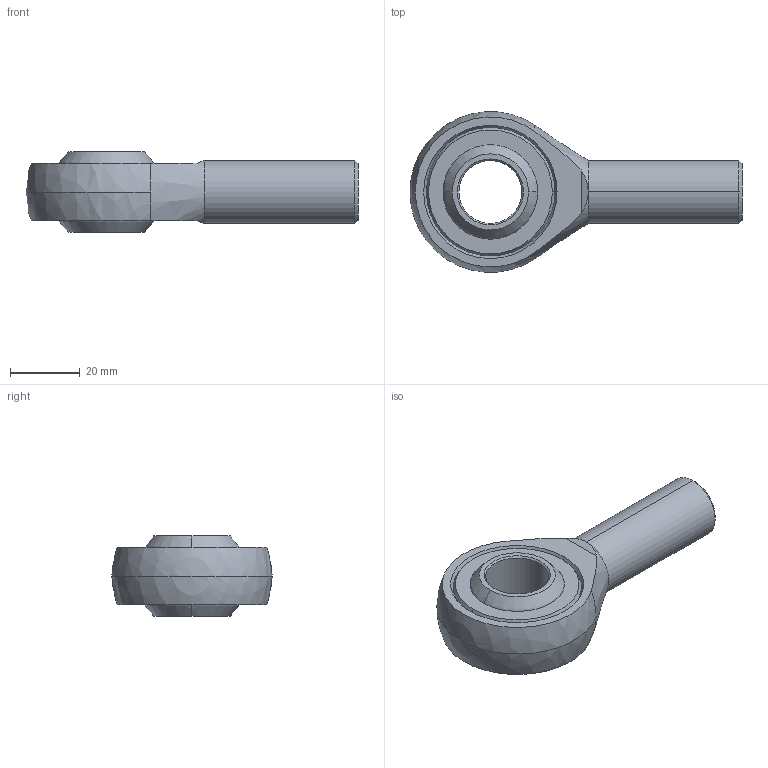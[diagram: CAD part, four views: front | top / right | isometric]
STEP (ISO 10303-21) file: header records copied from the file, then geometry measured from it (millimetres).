
FILE_DESCRIPTION(('STEP AP214'),'1');
FILE_NAME('gasw18.stp','2022-07-07T15:49:14',('TraceParts'),('TraceParts S.A.'),'Spatial InterOp 3D',' ',' ');
FILE_SCHEMA(('AUTOMOTIVE_DESIGN { 1 0 10303 214 1 1 1 1 }'));
Length unit declared in the file: millimetre
Products named in the file (1): gasw18_1
Bounding box: 95 x 45.86 x 23 mm (x, y, z)
Volume: 34918.4 mm3; surface area: 13186 mm2
Topology: 2 solids, 2 shells, 41 faces, 88 edges, 53 vertices
Faces by surface type: cone 16, plane 11, sphere 10, cylinder 4
Entity records: 1538 total; most frequent: CARTESIAN_POINT 266, DIRECTION 222, ORIENTED_EDGE 172, AXIS2_PLACEMENT_3D 101, EDGE_CURVE 86, CIRCLE 58, VERTEX_POINT 53, EDGE_LOOP 49
